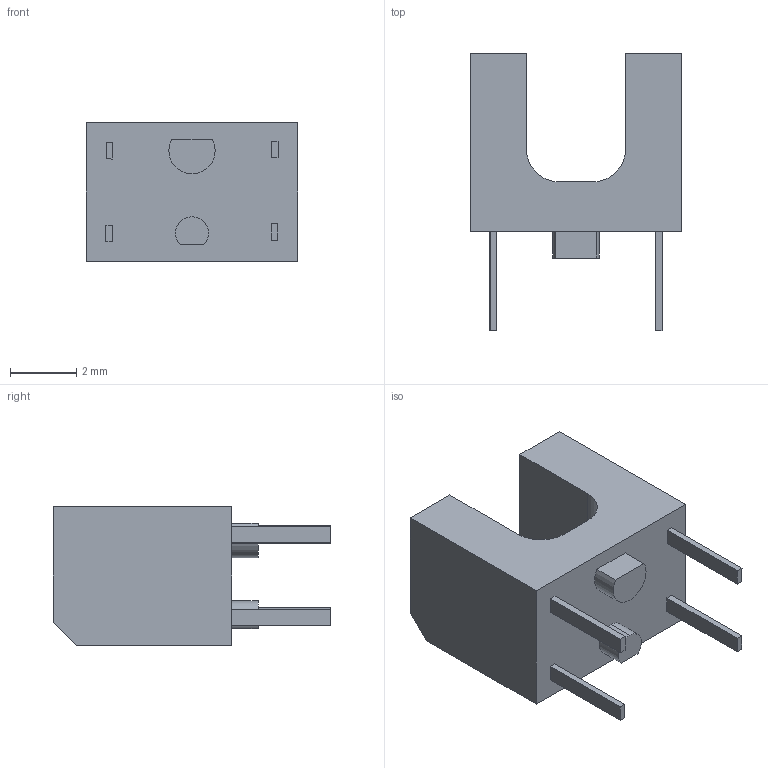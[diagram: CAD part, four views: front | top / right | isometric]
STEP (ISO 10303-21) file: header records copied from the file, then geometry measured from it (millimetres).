
FILE_DESCRIPTION (( 'STEP AP214' ), '1' );
FILE_NAME ('rpi-352.STEP', '2020-10-08T19:06:35', ( '' ), ( '' ), 'SwSTEP 2.0', 'SolidWorks 2020', '' );
FILE_SCHEMA (( 'AUTOMOTIVE_DESIGN' ));
Length unit declared in the file: millimetre
Products named in the file (3): rpi-352_body; rpi-352; rpi-352_legs
Assembly tree (2 placements, depth 2):
  rpi-352
    rpi-352_body
    rpi-352_legs
Bounding box: 6.4 x 8.4 x 4.2 mm (x, y, z)
Volume: 99.7 mm3; surface area: 195.8 mm2
Topology: 5 solids, 5 shells, 45 faces, 99 edges, 66 vertices
Faces by surface type: plane 40, cylinder 5
Entity records: 1360 total; most frequent: CARTESIAN_POINT 215, DIRECTION 209, ORIENTED_EDGE 198, EDGE_CURVE 99, VECTOR 89, LINE 89, VERTEX_POINT 66, AXIS2_PLACEMENT_3D 60
